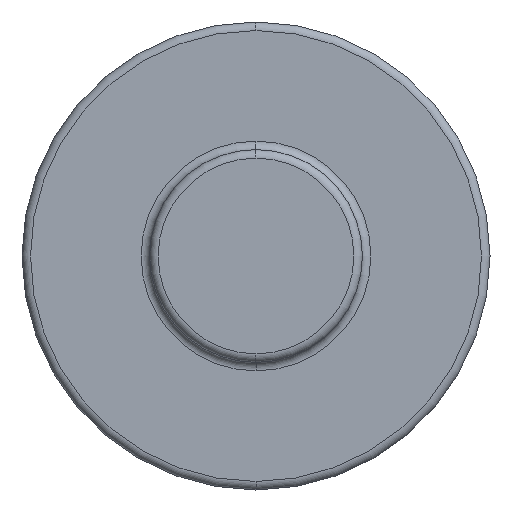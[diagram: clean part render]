
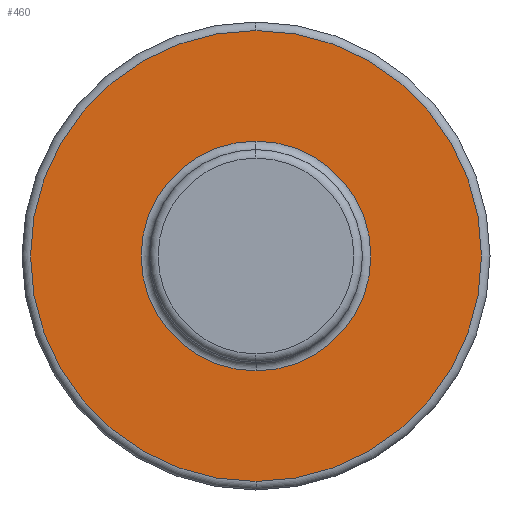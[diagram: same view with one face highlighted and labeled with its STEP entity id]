
A CAD part, left-side view. The second image highlights one B-rep face of the part: STEP entity #460.
In plain terms, the highlighted planar face has unit normal (-1, 0, 0).
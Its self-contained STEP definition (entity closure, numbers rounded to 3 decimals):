
#1 = CIRCLE ( 'NONE', #164, 2.7 ) ;
#17 = FACE_BOUND ( 'NONE', #147, .T. ) ;
#27 = EDGE_LOOP ( 'NONE', ( #92, #401 ) ) ;
#30 = AXIS2_PLACEMENT_3D ( 'NONE', #409, #124, #353 ) ;
#36 = CARTESIAN_POINT ( 'NONE',  ( -8., 0., 2.7 ) ) ;
#38 = ORIENTED_EDGE ( 'NONE', *, *, #352, .T. ) ;
#84 = PLANE ( 'NONE',  #392 ) ;
#87 = CARTESIAN_POINT ( 'NONE',  ( -8., 0., 0. ) ) ;
#92 = ORIENTED_EDGE ( 'NONE', *, *, #282, .T. ) ;
#110 = VERTEX_POINT ( 'NONE', #452 ) ;
#124 = DIRECTION ( 'NONE',  ( -1., 0., 0. ) ) ;
#132 = DIRECTION ( 'NONE',  ( 1., 0., 0. ) ) ;
#133 = AXIS2_PLACEMENT_3D ( 'NONE', #495, #284, #440 ) ;
#147 = EDGE_LOOP ( 'NONE', ( #436, #38 ) ) ;
#155 = FACE_OUTER_BOUND ( 'NONE', #27, .T. ) ;
#164 = AXIS2_PLACEMENT_3D ( 'NONE', #404, #211, #505 ) ;
#165 = VERTEX_POINT ( 'NONE', #618 ) ;
#179 = DIRECTION ( 'NONE',  ( 1., 0., 0. ) ) ;
#211 = DIRECTION ( 'NONE',  ( 1., 0., 0. ) ) ;
#241 = CIRCLE ( 'NONE', #133, 5.3 ) ;
#278 = DIRECTION ( 'NONE',  ( 0., 0., -1. ) ) ;
#282 = EDGE_CURVE ( 'NONE', #165, #110, #330, .T. ) ;
#284 = DIRECTION ( 'NONE',  ( -1., 0., 0. ) ) ;
#330 = CIRCLE ( 'NONE', #30, 5.3 ) ;
#352 = EDGE_CURVE ( 'NONE', #466, #366, #1, .T. ) ;
#353 = DIRECTION ( 'NONE',  ( 0., 0., -1. ) ) ;
#366 = VERTEX_POINT ( 'NONE', #557 ) ;
#392 = AXIS2_PLACEMENT_3D ( 'NONE', #413, #132, #533 ) ;
#401 = ORIENTED_EDGE ( 'NONE', *, *, #629, .T. ) ;
#404 = CARTESIAN_POINT ( 'NONE',  ( -8., 0., 0. ) ) ;
#409 = CARTESIAN_POINT ( 'NONE',  ( -8., 0., 0. ) ) ;
#413 = CARTESIAN_POINT ( 'NONE',  ( -8., 2.5, 0. ) ) ;
#436 = ORIENTED_EDGE ( 'NONE', *, *, #439, .T. ) ;
#439 = EDGE_CURVE ( 'NONE', #366, #466, #463, .T. ) ;
#440 = DIRECTION ( 'NONE',  ( 0., 0., -1. ) ) ;
#452 = CARTESIAN_POINT ( 'NONE',  ( -8., 0., 5.3 ) ) ;
#460 = ADVANCED_FACE ( 'NONE', ( #155, #17 ), #84, .F. ) ;
#463 = CIRCLE ( 'NONE', #598, 2.7 ) ;
#466 = VERTEX_POINT ( 'NONE', #36 ) ;
#495 = CARTESIAN_POINT ( 'NONE',  ( -8., 0., 0. ) ) ;
#505 = DIRECTION ( 'NONE',  ( 0., 0., -1. ) ) ;
#533 = DIRECTION ( 'NONE',  ( 0., 0., -1. ) ) ;
#557 = CARTESIAN_POINT ( 'NONE',  ( -8., 0., -2.7 ) ) ;
#598 = AXIS2_PLACEMENT_3D ( 'NONE', #87, #179, #278 ) ;
#618 = CARTESIAN_POINT ( 'NONE',  ( -8., 0., -5.3 ) ) ;
#629 = EDGE_CURVE ( 'NONE', #110, #165, #241, .T. ) ;
